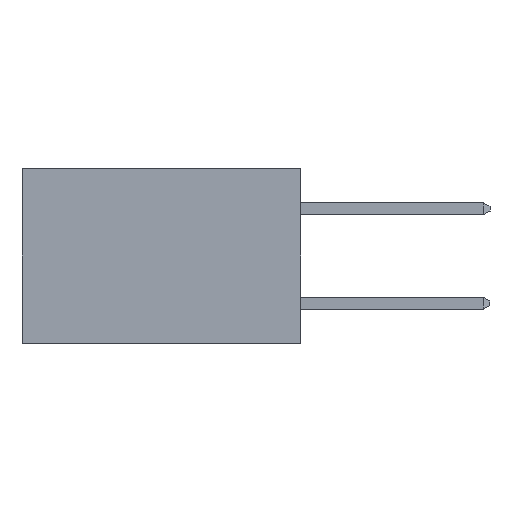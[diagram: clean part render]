
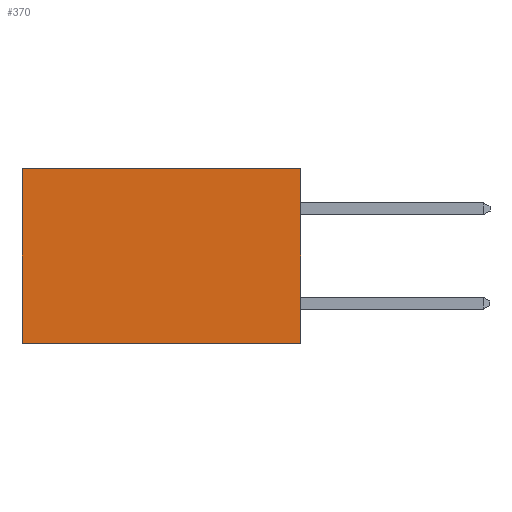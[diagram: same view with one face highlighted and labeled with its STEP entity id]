
A CAD part, left-side view. The second image highlights one B-rep face of the part: STEP entity #370.
In plain terms, the highlighted planar face has unit normal (-1, 0, 0).
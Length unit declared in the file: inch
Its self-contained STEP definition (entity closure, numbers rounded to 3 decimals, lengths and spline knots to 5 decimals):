
#370 = ADVANCED_FACE ( 'NONE', ( #4496 ), #5220, .F. ) ;
#1192 = EDGE_CURVE ( 'NONE', #1406, #8361, #3862, .T. ) ;
#1262 = VECTOR ( 'NONE', #7537, 39.37008 ) ;
#1406 = VERTEX_POINT ( 'NONE', #12017 ) ;
#1693 = CARTESIAN_POINT ( 'NONE',  ( 0.277, 0., -0.37 ) ) ;
#2446 = DIRECTION ( 'NONE',  ( 0., 1., 0. ) ) ;
#2475 = CARTESIAN_POINT ( 'NONE',  ( 0.277, 0., 0. ) ) ;
#3658 = VECTOR ( 'NONE', #5684, 39.37008 ) ;
#3670 = VERTEX_POINT ( 'NONE', #4061 ) ;
#3862 = LINE ( 'NONE', #6198, #8501 ) ;
#4061 = CARTESIAN_POINT ( 'NONE',  ( 0.277, 0.59, 0. ) ) ;
#4177 = DIRECTION ( 'NONE',  ( 1., 0., 0. ) ) ;
#4496 = FACE_OUTER_BOUND ( 'NONE', #8981, .T. ) ;
#4559 = CARTESIAN_POINT ( 'NONE',  ( 0.277, 0., -0.37 ) ) ;
#4607 = EDGE_CURVE ( 'NONE', #3670, #10639, #6593, .T. ) ;
#4667 = LINE ( 'NONE', #2475, #6985 ) ;
#5220 = PLANE ( 'NONE',  #7550 ) ;
#5440 = ORIENTED_EDGE ( 'NONE', *, *, #4607, .T. ) ;
#5684 = DIRECTION ( 'NONE',  ( 0., 1., 0. ) ) ;
#6198 = CARTESIAN_POINT ( 'NONE',  ( 0.277, 0., -0.37 ) ) ;
#6318 = LINE ( 'NONE', #1693, #3658 ) ;
#6593 = LINE ( 'NONE', #11938, #1262 ) ;
#6647 = DIRECTION ( 'NONE',  ( 0., 0., -1. ) ) ;
#6985 = VECTOR ( 'NONE', #2446, 39.37008 ) ;
#7537 = DIRECTION ( 'NONE',  ( 0., 0., -1. ) ) ;
#7550 = AXIS2_PLACEMENT_3D ( 'NONE', #8149, #4177, #6647 ) ;
#7655 = EDGE_CURVE ( 'NONE', #1406, #3670, #4667, .T. ) ;
#8149 = CARTESIAN_POINT ( 'NONE',  ( 0.277, 0., -0.37 ) ) ;
#8361 = VERTEX_POINT ( 'NONE', #4559 ) ;
#8501 = VECTOR ( 'NONE', #12178, 39.37008 ) ;
#8981 = EDGE_LOOP ( 'NONE', ( #5440, #8987, #11030, #10235 ) ) ;
#8987 = ORIENTED_EDGE ( 'NONE', *, *, #10395, .F. ) ;
#9409 = CARTESIAN_POINT ( 'NONE',  ( 0.277, 0.59, -0.37 ) ) ;
#10235 = ORIENTED_EDGE ( 'NONE', *, *, #7655, .T. ) ;
#10395 = EDGE_CURVE ( 'NONE', #8361, #10639, #6318, .T. ) ;
#10639 = VERTEX_POINT ( 'NONE', #9409 ) ;
#11030 = ORIENTED_EDGE ( 'NONE', *, *, #1192, .F. ) ;
#11938 = CARTESIAN_POINT ( 'NONE',  ( 0.277, 0.59, -0.37 ) ) ;
#12017 = CARTESIAN_POINT ( 'NONE',  ( 0.277, 0., 0. ) ) ;
#12178 = DIRECTION ( 'NONE',  ( 0., 0., -1. ) ) ;
